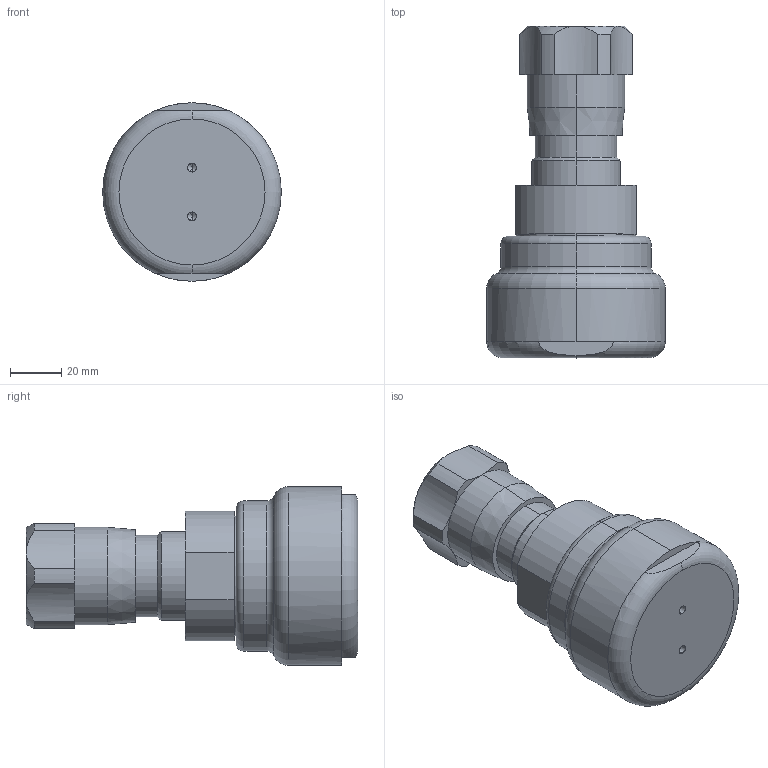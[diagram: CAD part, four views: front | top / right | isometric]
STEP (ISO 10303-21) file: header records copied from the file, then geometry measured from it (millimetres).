
FILE_DESCRIPTION (( 'STEP AP203' ), '1' );
FILE_NAME ('JSRLF-050-CA.STEP', '2017-06-27T11:50:51', ( '' ), ( '' ), 'SwSTEP 2.0', 'SolidWorks 2014', '' );
FILE_SCHEMA (( 'CONFIG_CONTROL_DESIGN' ));
Length unit declared in the file: inch
Products named in the file (2): JSRLF-050-CA
Bounding box: 69.85 x 129.77 x 69.85 mm (x, y, z)
Volume: 269749.2 mm3; surface area: 28486.9 mm2
Topology: 1 solids, 2 shells, 78 faces, 176 edges, 104 vertices
Faces by surface type: cylinder 35, plane 19, cone 16, torus 8
Entity records: 2592 total; most frequent: CARTESIAN_POINT 678, DIRECTION 409, ORIENTED_EDGE 344, AXIS2_PLACEMENT_3D 179, EDGE_CURVE 172, VERTEX_POINT 104, CIRCLE 99, EDGE_LOOP 84
